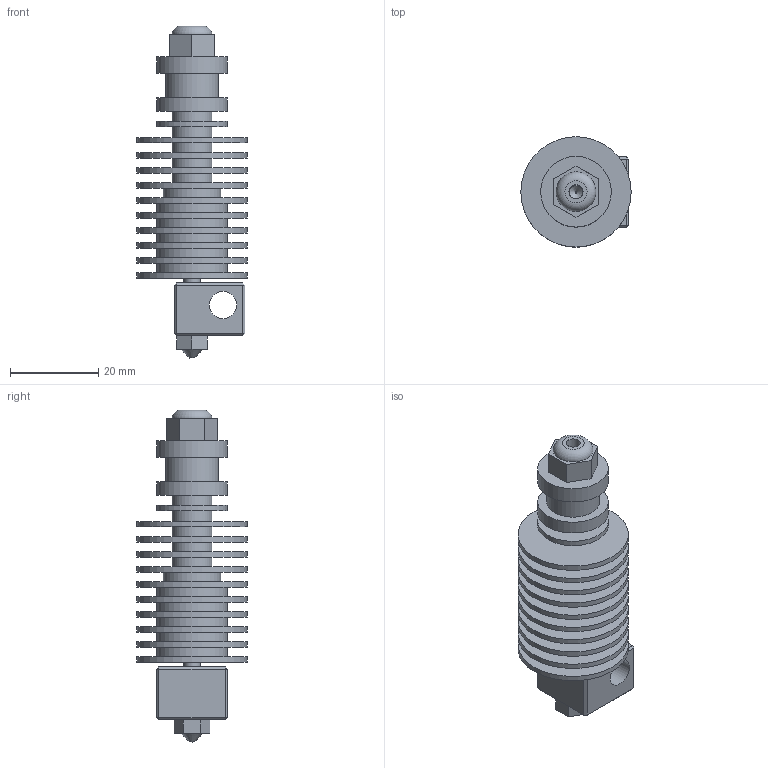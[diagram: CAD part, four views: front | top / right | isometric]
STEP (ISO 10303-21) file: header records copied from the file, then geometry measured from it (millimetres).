
FILE_DESCRIPTION(/* description */ (''),/* implementation_level */ '2;1');
FILE_NAME(/* name */ 'E3D-V5.step',/* time_stamp */ '2022-05-21T12:27:56+02:00',/* author */ (''),/* organization */ (''),/* preprocessor_version */ 'ST-DEVELOPER v18.1',/* originating_system */ 'Autodesk Translation Framework v10.14.0.1471',/* authorisation */ '');
FILE_SCHEMA (('AUTOMOTIVE_DESIGN { 1 0 10303 214 3 1 1 }'));
Length unit declared in the file: millimetre
Products named in the file (6): E3D-V5; Heatsink; Heatbreak; Heatelement; Nozzle; Screw
Assembly tree (5 placements, depth 2):
  E3D-V5
    Heatsink
    Heatbreak
    Heatelement
    Nozzle
    Screw
Bounding box: 25 x 25 x 75.2 mm (x, y, z)
Volume: 13126.3 mm3; surface area: 15215.1 mm2
Topology: 5 solids, 5 shells, 266 faces, 645 edges, 418 vertices
Faces by surface type: cylinder 165, plane 82, bspline 12, cone 6, torus 1
Full cylindrical faces by diameter (mm): 0.4 x1, 3 x1, 3.2 x3, 3.8 x1, 4.744 x8, 4.8 x1, 5 x1, 5.035 x12, 5.884 x14, 6 x1, 6.147 x6, 6.2 x1, 6.4 x1, 8.526 x6, 9 x5, 10.198 x6, 12 x1, 13 x1, 16 x8, 25 x10
Entity records: 17091 total; most frequent: CARTESIAN_POINT 11144, ORIENTED_EDGE 1290, DIRECTION 995, EDGE_CURVE 645, VERTEX_POINT 418, AXIS2_PLACEMENT_3D 376, EDGE_LOOP 307, B_SPLINE_CURVE_WITH_KNOTS 291
